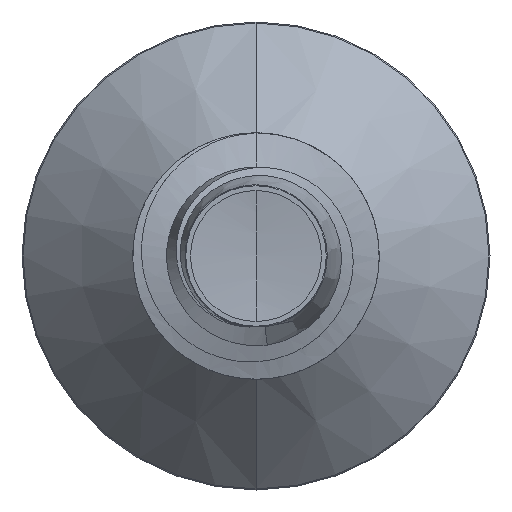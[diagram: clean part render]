
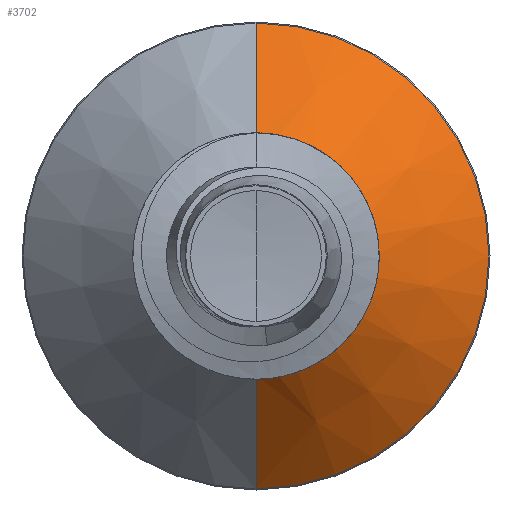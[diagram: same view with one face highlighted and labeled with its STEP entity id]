
A CAD part, front view. The second image highlights one B-rep face of the part: STEP entity #3702.
In plain terms, the highlighted conical face has half-angle 45 degrees and reference radius 0.97 mm.
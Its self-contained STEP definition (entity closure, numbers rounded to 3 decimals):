
#217 = CARTESIAN_POINT ( 'NONE',  ( 0., 3.72, 0.97 ) ) ;
#231 = DIRECTION ( 'NONE',  ( 0., 0., 1. ) ) ;
#276 = DIRECTION ( 'NONE',  ( 0., 1., 0. ) ) ;
#280 = CARTESIAN_POINT ( 'NONE',  ( 0., 3.72, 0. ) ) ;
#740 = CIRCLE ( 'NONE', #2722, 1.891 ) ;
#1596 = DIRECTION ( 'NONE',  ( 0., 0.707, -0.707 ) ) ;
#1655 = CARTESIAN_POINT ( 'NONE',  ( 0., 3.72, -0.97 ) ) ;
#1766 = VECTOR ( 'NONE', #1596, 1000. ) ;
#2722 = AXIS2_PLACEMENT_3D ( 'NONE', #4273, #4247, #4241 ) ;
#3569 = FACE_OUTER_BOUND ( 'NONE', #10062, .T. ) ;
#3702 = ADVANCED_FACE ( 'NONE', ( #3569 ), #6431, .T. ) ;
#3979 = CARTESIAN_POINT ( 'NONE',  ( 0., 3.72, -0.97 ) ) ;
#4168 = CIRCLE ( 'NONE', #9754, 0.97 ) ;
#4241 = DIRECTION ( 'NONE',  ( 0., 0., 1. ) ) ;
#4247 = DIRECTION ( 'NONE',  ( 0., 1., 0. ) ) ;
#4273 = CARTESIAN_POINT ( 'NONE',  ( 0., 4.641, 0. ) ) ;
#4708 = LINE ( 'NONE', #1655, #1766 ) ;
#5230 = VECTOR ( 'NONE', #9088, 1000. ) ;
#5251 = LINE ( 'NONE', #9027, #5230 ) ;
#5468 = ORIENTED_EDGE ( 'NONE', *, *, #6775, .F. ) ;
#5785 = AXIS2_PLACEMENT_3D ( 'NONE', #10466, #8996, #10506 ) ;
#6391 = CARTESIAN_POINT ( 'NONE',  ( 0., 4.641, -1.891 ) ) ;
#6431 = CONICAL_SURFACE ( 'NONE', #5785, 0.97, 0.785 ) ;
#6775 = EDGE_CURVE ( 'NONE', #11729, #11232, #5251, .T. ) ;
#7417 = VERTEX_POINT ( 'NONE', #6391 ) ;
#7807 = ORIENTED_EDGE ( 'NONE', *, *, #8513, .T. ) ;
#7993 = EDGE_CURVE ( 'NONE', #11232, #7417, #740, .T. ) ;
#8513 = EDGE_CURVE ( 'NONE', #10971, #7417, #4708, .T. ) ;
#8829 = CARTESIAN_POINT ( 'NONE',  ( 0., 4.641, 1.891 ) ) ;
#8996 = DIRECTION ( 'NONE',  ( 0., 1., 0. ) ) ;
#9027 = CARTESIAN_POINT ( 'NONE',  ( 0., 3.72, 0.97 ) ) ;
#9088 = DIRECTION ( 'NONE',  ( 0., 0.707, 0.707 ) ) ;
#9268 = EDGE_CURVE ( 'NONE', #11729, #10971, #4168, .T. ) ;
#9752 = ORIENTED_EDGE ( 'NONE', *, *, #9268, .T. ) ;
#9754 = AXIS2_PLACEMENT_3D ( 'NONE', #280, #276, #231 ) ;
#9960 = ORIENTED_EDGE ( 'NONE', *, *, #7993, .F. ) ;
#10062 = EDGE_LOOP ( 'NONE', ( #9752, #7807, #9960, #5468 ) ) ;
#10466 = CARTESIAN_POINT ( 'NONE',  ( 0., 3.72, 0. ) ) ;
#10506 = DIRECTION ( 'NONE',  ( 0., 0., 1. ) ) ;
#10971 = VERTEX_POINT ( 'NONE', #3979 ) ;
#11232 = VERTEX_POINT ( 'NONE', #8829 ) ;
#11729 = VERTEX_POINT ( 'NONE', #217 ) ;
